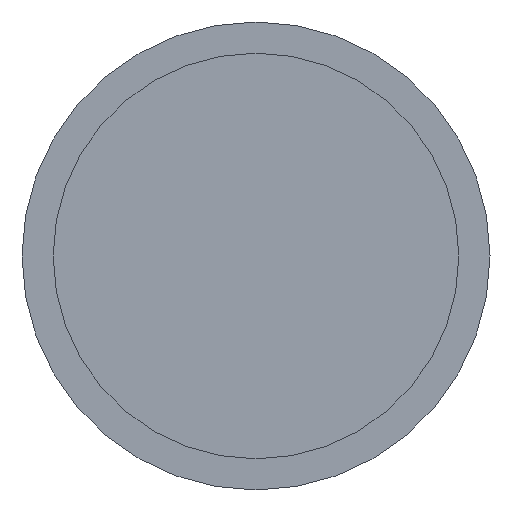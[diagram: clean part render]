
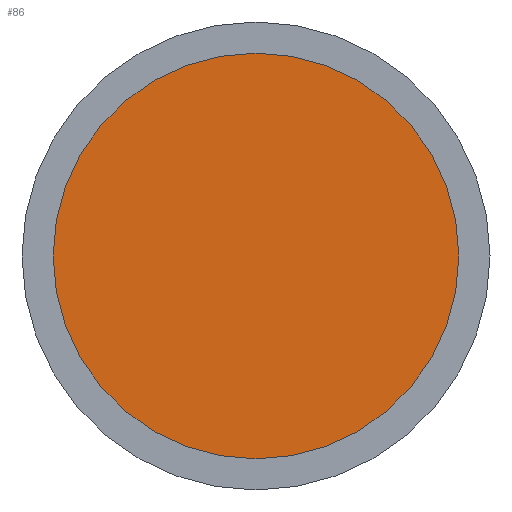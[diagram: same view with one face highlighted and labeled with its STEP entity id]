
A CAD part, front view. The second image highlights one B-rep face of the part: STEP entity #86.
In plain terms, the highlighted planar face has unit normal (0, -1, 0).
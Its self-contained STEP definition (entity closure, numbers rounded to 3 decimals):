
#18=PLANE('',#108);
#21=FACE_OUTER_BOUND('',#27,.T.);
#27=EDGE_LOOP('',(#67));
#39=CIRCLE('',#106,6.5);
#46=VERTEX_POINT('',#148);
#53=EDGE_CURVE('',#46,#46,#39,.T.);
#67=ORIENTED_EDGE('',*,*,#53,.T.);
#86=ADVANCED_FACE('',(#21),#18,.T.);
#106=AXIS2_PLACEMENT_3D('',#149,#121,#122);
#108=AXIS2_PLACEMENT_3D('',#153,#126,#127);
#121=DIRECTION('center_axis',(0.,-1.,0.));
#122=DIRECTION('ref_axis',(1.,0.,0.));
#126=DIRECTION('center_axis',(0.,-1.,0.));
#127=DIRECTION('ref_axis',(1.,0.,0.));
#148=CARTESIAN_POINT('',(-6.5,-2.,0.));
#149=CARTESIAN_POINT('Origin',(0.,-2.,0.));
#153=CARTESIAN_POINT('Origin',(0.,-2.,0.));
